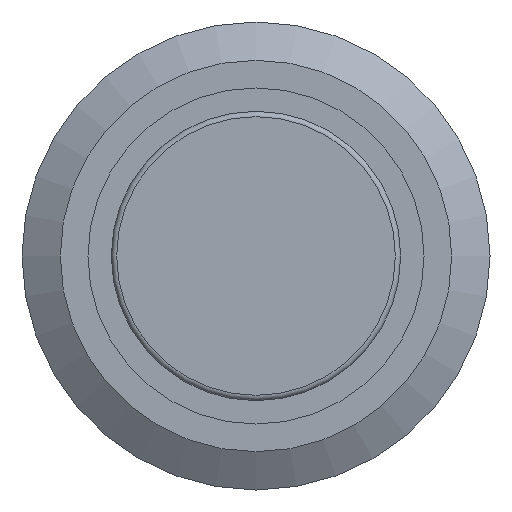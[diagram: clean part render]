
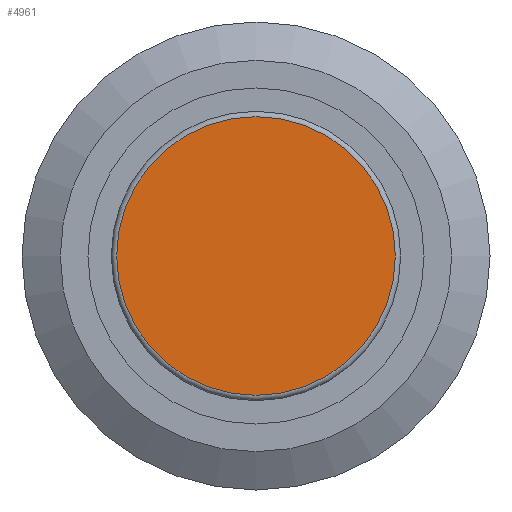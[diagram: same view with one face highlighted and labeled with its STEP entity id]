
A CAD part, left-side view. The second image highlights one B-rep face of the part: STEP entity #4961.
In plain terms, the highlighted planar face has unit normal (-1, 0, 0).
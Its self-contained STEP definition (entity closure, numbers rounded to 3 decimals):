
#340=CIRCLE('',#5332,6.55);
#609=FACE_OUTER_BOUND('',#895,.T.);
#895=EDGE_LOOP('',(#4443));
#2364=VERTEX_POINT('',#8426);
#3064=EDGE_CURVE('',#2364,#2364,#340,.T.);
#4443=ORIENTED_EDGE('',*,*,#3064,.F.);
#4710=PLANE('',#5331);
#4961=ADVANCED_FACE('',(#609),#4710,.F.);
#5331=AXIS2_PLACEMENT_3D('',#8425,#6548,#6549);
#5332=AXIS2_PLACEMENT_3D('',#8427,#6550,#6551);
#6548=DIRECTION('center_axis',(1.,0.,0.));
#6549=DIRECTION('ref_axis',(0.,0.,-1.));
#6550=DIRECTION('center_axis',(1.,0.,0.));
#6551=DIRECTION('ref_axis',(0.,0.,-1.));
#8425=CARTESIAN_POINT('Origin',(-1.8,0.,0.));
#8426=CARTESIAN_POINT('',(-1.8,0.,6.55));
#8427=CARTESIAN_POINT('Origin',(-1.8,0.,0.));
